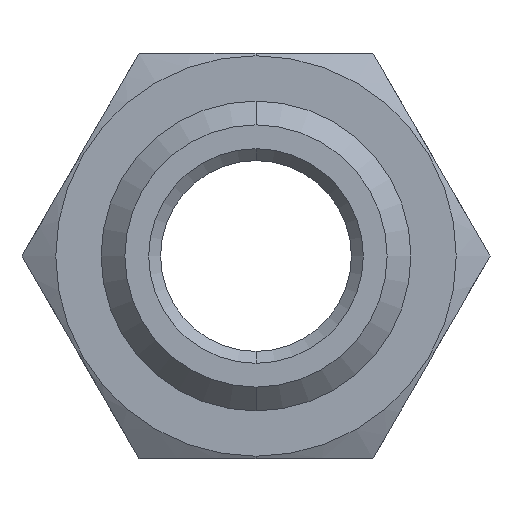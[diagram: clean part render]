
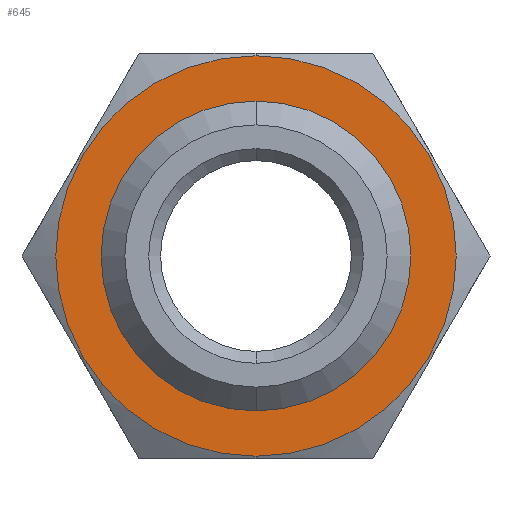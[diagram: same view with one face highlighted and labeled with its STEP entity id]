
A CAD part, front view. The second image highlights one B-rep face of the part: STEP entity #645.
In plain terms, the highlighted planar face has unit normal (0, -1, 0).
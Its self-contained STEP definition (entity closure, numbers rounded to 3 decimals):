
#12 = DIRECTION ( 'NONE',  ( 0., -1., 0. ) ) ;
#18 = DIRECTION ( 'NONE',  ( 0., 0., -1. ) ) ;
#24 = CARTESIAN_POINT ( 'NONE',  ( 0., 8., -8.4 ) ) ;
#27 = DIRECTION ( 'NONE',  ( 0., 0., -1. ) ) ;
#28 = DIRECTION ( 'NONE',  ( 0., -1., 0. ) ) ;
#29 = CARTESIAN_POINT ( 'NONE',  ( 0., 8., 0. ) ) ;
#30 = AXIS2_PLACEMENT_3D ( 'NONE', #29, #28, #27 ) ;
#31 = CIRCLE ( 'NONE', #30, 8.4 ) ;
#42 = CARTESIAN_POINT ( 'NONE',  ( 8.4, 8., 0. ) ) ;
#43 = AXIS2_PLACEMENT_3D ( 'NONE', #42, #12, #18 ) ;
#44 = PLANE ( 'NONE',  #43 ) ;
#87 = FACE_BOUND ( 'NONE', #685, .T. ) ;
#88 = FACE_OUTER_BOUND ( 'NONE', #692, .T. ) ;
#102 = AXIS2_PLACEMENT_3D ( 'NONE', #112, #118, #117 ) ;
#103 = CIRCLE ( 'NONE', #102, 6.5 ) ;
#112 = CARTESIAN_POINT ( 'NONE',  ( 0., 8., 0. ) ) ;
#117 = DIRECTION ( 'NONE',  ( 0., 0., -1. ) ) ;
#118 = DIRECTION ( 'NONE',  ( 0., -1., 0. ) ) ;
#186 = DIRECTION ( 'NONE',  ( 0., 0., -1. ) ) ;
#187 = DIRECTION ( 'NONE',  ( 0., -1., 0. ) ) ;
#188 = AXIS2_PLACEMENT_3D ( 'NONE', #209, #187, #186 ) ;
#205 = CIRCLE ( 'NONE', #188, 8.4 ) ;
#209 = CARTESIAN_POINT ( 'NONE',  ( 0., 8., 0. ) ) ;
#376 = CIRCLE ( 'NONE', #415, 6.5 ) ;
#381 = CARTESIAN_POINT ( 'NONE',  ( 0., 8., 8.4 ) ) ;
#413 = DIRECTION ( 'NONE',  ( 0., -1., 0. ) ) ;
#414 = CARTESIAN_POINT ( 'NONE',  ( 0., 8., 0. ) ) ;
#415 = AXIS2_PLACEMENT_3D ( 'NONE', #414, #413, #438 ) ;
#436 = CARTESIAN_POINT ( 'NONE',  ( 0., 8., 6.5 ) ) ;
#437 = CARTESIAN_POINT ( 'NONE',  ( 0., 8., -6.5 ) ) ;
#438 = DIRECTION ( 'NONE',  ( 0., 0., -1. ) ) ;
#559 = EDGE_CURVE ( 'NONE', #560, #561, #376, .T. ) ;
#560 = VERTEX_POINT ( 'NONE', #437 ) ;
#561 = VERTEX_POINT ( 'NONE', #436 ) ;
#563 = VERTEX_POINT ( 'NONE', #381 ) ;
#589 = EDGE_CURVE ( 'NONE', #590, #563, #31, .T. ) ;
#590 = VERTEX_POINT ( 'NONE', #24 ) ;
#645 = ADVANCED_FACE ( 'NONE', ( #88, #87 ), #44, .T. ) ;
#650 = EDGE_CURVE ( 'NONE', #561, #560, #103, .T. ) ;
#659 = ORIENTED_EDGE ( 'NONE', *, *, #660, .T. ) ;
#660 = EDGE_CURVE ( 'NONE', #563, #590, #205, .T. ) ;
#685 = EDGE_LOOP ( 'NONE', ( #771, #756 ) ) ;
#689 = ORIENTED_EDGE ( 'NONE', *, *, #589, .T. ) ;
#692 = EDGE_LOOP ( 'NONE', ( #659, #689 ) ) ;
#756 = ORIENTED_EDGE ( 'NONE', *, *, #650, .F. ) ;
#771 = ORIENTED_EDGE ( 'NONE', *, *, #559, .F. ) ;
